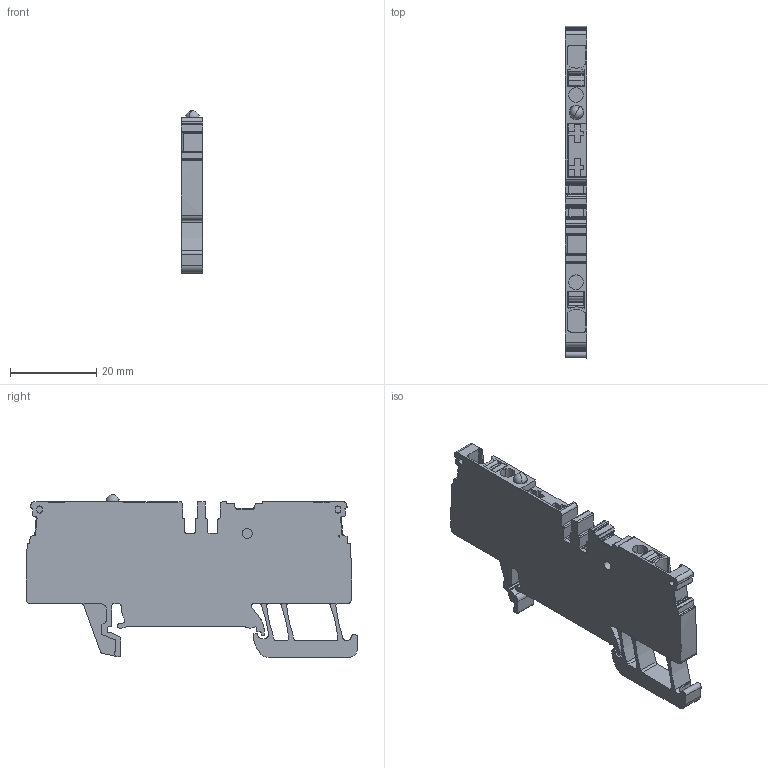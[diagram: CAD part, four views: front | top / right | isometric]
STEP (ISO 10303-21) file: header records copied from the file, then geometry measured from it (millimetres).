
FILE_DESCRIPTION(('CATIA V5 STEP Exchange','CAx-IF Rec.Pracs.--- Model Styling and Organization---1.5--- 2016-08-15','CAx-IF Rec.Pracs.---Supplemental Geometry---1.0---2011-11-01','CAx-IF Rec.Pracs.--- Composite Materials ---1.1---2010-07-15'),'2;1');
FILE_NAME ('D1462629_1', '2025-07-17T09:22:20+00:00', ('none'), ('Weidmueller'), 'CATIA Version 5-6 Release 2024 SP4', 'CATIA V5 STEP AP214 v3', 'none');
FILE_SCHEMA(('AUTOMOTIVE_DESIGN { 1 0 10303 214 1 1 1 1 }'));
Length unit declared in the file: millimetre
Products named in the file (1): 2466600000
Bounding box: 5.1 x 77.04 x 37.75 mm (x, y, z)
Volume: 9068.5 mm3; surface area: 7587.9 mm2
Topology: 1 solids, 2 shells, 572 faces, 1646 edges, 1087 vertices
Faces by surface type: plane 282, cylinder 261, extrusion 22, sphere 4, torus 3
Entity records: 19651 total; most frequent: CARTESIAN_POINT 5626, ORIENTED_EDGE 3284, DIRECTION 2254, EDGE_CURVE 1642, VERTEX_POINT 1087, VECTOR 1059, LINE 1037, AXIS2_PLACEMENT_3D 758
